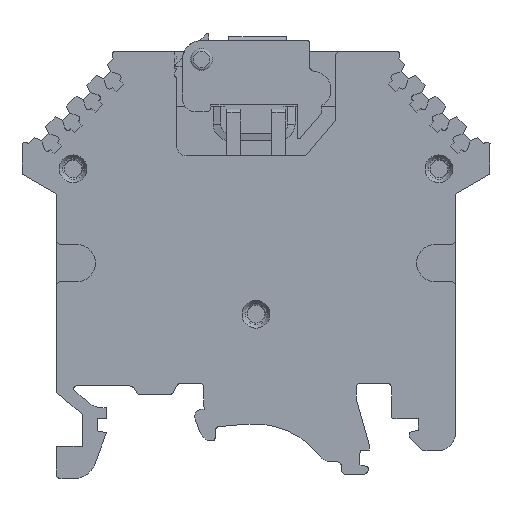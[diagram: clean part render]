
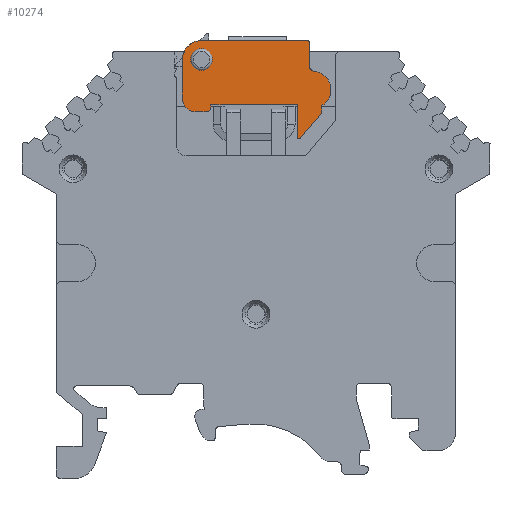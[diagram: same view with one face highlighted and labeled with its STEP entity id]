
A CAD part, front view. The second image highlights one B-rep face of the part: STEP entity #10274.
In plain terms, the highlighted planar face has unit normal (0, -1, 0).
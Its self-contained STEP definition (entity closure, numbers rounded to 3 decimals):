
#188=CIRCLE('',#10729,1.169);
#189=CIRCLE('',#10730,0.3);
#190=CIRCLE('',#10731,2.05);
#191=CIRCLE('',#10732,1.5);
#192=CIRCLE('',#10733,0.5);
#193=CIRCLE('',#10734,0.2);
#194=CIRCLE('',#10735,0.5);
#195=CIRCLE('',#10736,2.);
#196=CIRCLE('',#10737,0.5);
#599=ORIENTED_EDGE('',*,*,#2789,.F.);
#600=ORIENTED_EDGE('',*,*,#2790,.T.);
#601=ORIENTED_EDGE('',*,*,#2791,.T.);
#602=ORIENTED_EDGE('',*,*,#2792,.T.);
#603=ORIENTED_EDGE('',*,*,#2793,.T.);
#604=ORIENTED_EDGE('',*,*,#2794,.T.);
#605=ORIENTED_EDGE('',*,*,#2795,.T.);
#606=ORIENTED_EDGE('',*,*,#2796,.T.);
#607=ORIENTED_EDGE('',*,*,#2797,.T.);
#608=ORIENTED_EDGE('',*,*,#2798,.T.);
#609=ORIENTED_EDGE('',*,*,#2799,.T.);
#610=ORIENTED_EDGE('',*,*,#2800,.T.);
#611=ORIENTED_EDGE('',*,*,#2801,.T.);
#612=ORIENTED_EDGE('',*,*,#2802,.T.);
#613=ORIENTED_EDGE('',*,*,#2803,.T.);
#614=ORIENTED_EDGE('',*,*,#2804,.T.);
#615=ORIENTED_EDGE('',*,*,#2805,.T.);
#616=ORIENTED_EDGE('',*,*,#2806,.T.);
#2789=EDGE_CURVE('',#3890,#3890,#188,.T.);
#2790=EDGE_CURVE('',#3891,#3892,#4603,.T.);
#2791=EDGE_CURVE('',#3892,#3893,#189,.T.);
#2792=EDGE_CURVE('',#3893,#3894,#4604,.T.);
#2793=EDGE_CURVE('',#3894,#3895,#190,.T.);
#2794=EDGE_CURVE('',#3895,#3896,#4605,.T.);
#2795=EDGE_CURVE('',#3896,#3897,#191,.T.);
#2796=EDGE_CURVE('',#3897,#3898,#4606,.T.);
#2797=EDGE_CURVE('',#3898,#3899,#192,.T.);
#2798=EDGE_CURVE('',#3899,#3900,#4607,.T.);
#2799=EDGE_CURVE('',#3900,#3901,#4608,.T.);
#2800=EDGE_CURVE('',#3901,#3902,#4609,.T.);
#2801=EDGE_CURVE('',#3902,#3903,#193,.T.);
#2802=EDGE_CURVE('',#3903,#3904,#4610,.T.);
#2803=EDGE_CURVE('',#3904,#3905,#194,.T.);
#2804=EDGE_CURVE('',#3905,#3906,#4611,.T.);
#2805=EDGE_CURVE('',#3906,#3907,#195,.T.);
#2806=EDGE_CURVE('',#3907,#3891,#196,.T.);
#3890=VERTEX_POINT('',#13816);
#3891=VERTEX_POINT('',#13818);
#3892=VERTEX_POINT('',#13819);
#3893=VERTEX_POINT('',#13821);
#3894=VERTEX_POINT('',#13823);
#3895=VERTEX_POINT('',#13825);
#3896=VERTEX_POINT('',#13827);
#3897=VERTEX_POINT('',#13829);
#3898=VERTEX_POINT('',#13831);
#3899=VERTEX_POINT('',#13833);
#3900=VERTEX_POINT('',#13835);
#3901=VERTEX_POINT('',#13837);
#3902=VERTEX_POINT('',#13839);
#3903=VERTEX_POINT('',#13841);
#3904=VERTEX_POINT('',#13843);
#3905=VERTEX_POINT('',#13845);
#3906=VERTEX_POINT('',#13847);
#3907=VERTEX_POINT('',#13849);
#4603=LINE('',#13817,#5497);
#4604=LINE('',#13822,#5498);
#4605=LINE('',#13826,#5499);
#4606=LINE('',#13830,#5500);
#4607=LINE('',#13834,#5501);
#4608=LINE('',#13836,#5502);
#4609=LINE('',#13838,#5503);
#4610=LINE('',#13842,#5504);
#4611=LINE('',#13846,#5505);
#5497=VECTOR('',#11560,1000.);
#5498=VECTOR('',#11563,1000.);
#5499=VECTOR('',#11566,1000.);
#5500=VECTOR('',#11569,1000.);
#5501=VECTOR('',#11572,1000.);
#5502=VECTOR('',#11573,1000.);
#5503=VECTOR('',#11574,1000.);
#5504=VECTOR('',#11577,1000.);
#5505=VECTOR('',#11580,1000.);
#6289=EDGE_LOOP('',(#599));
#6290=EDGE_LOOP('',(#600,#601,#602,#603,#604,#605,#606,#607,#608,#609,#610,
#611,#612,#613,#614,#615,#616));
#6725=FACE_BOUND('',#6289,.T.);
#6726=FACE_BOUND('',#6290,.T.);
#7151=PLANE('',#10728);
#10274=ADVANCED_FACE('',(#6725,#6726),#7151,.T.);
#10728=AXIS2_PLACEMENT_3D('',#13814,#11556,#11557);
#10729=AXIS2_PLACEMENT_3D('',#13815,#11558,#11559);
#10730=AXIS2_PLACEMENT_3D('',#13820,#11561,#11562);
#10731=AXIS2_PLACEMENT_3D('',#13824,#11564,#11565);
#10732=AXIS2_PLACEMENT_3D('',#13828,#11567,#11568);
#10733=AXIS2_PLACEMENT_3D('',#13832,#11570,#11571);
#10734=AXIS2_PLACEMENT_3D('',#13840,#11575,#11576);
#10735=AXIS2_PLACEMENT_3D('',#13844,#11578,#11579);
#10736=AXIS2_PLACEMENT_3D('',#13848,#11581,#11582);
#10737=AXIS2_PLACEMENT_3D('',#13850,#11583,#11584);
#11556=DIRECTION('',(0.,-1.,0.));
#11557=DIRECTION('',(1.,0.,0.));
#11558=DIRECTION('',(0.,-1.,0.));
#11559=DIRECTION('',(0.,0.,-1.));
#11560=DIRECTION('',(0.,0.,1.));
#11561=DIRECTION('',(0.,-1.,0.));
#11562=DIRECTION('',(-1.,0.,0.));
#11563=DIRECTION('',(-1.,0.,0.));
#11564=DIRECTION('',(0.,-1.,0.));
#11565=DIRECTION('',(1.,0.,0.));
#11566=DIRECTION('',(0.,0.,-1.));
#11567=DIRECTION('',(0.,-1.,0.));
#11568=DIRECTION('',(1.,0.,0.));
#11569=DIRECTION('',(1.,0.,0.));
#11570=DIRECTION('',(0.,-1.,0.));
#11571=DIRECTION('',(-1.,0.,0.));
#11572=DIRECTION('',(0.,0.,1.));
#11573=DIRECTION('',(1.,0.,0.));
#11574=DIRECTION('',(0.,0.,-1.));
#11575=DIRECTION('',(0.,-1.,0.));
#11576=DIRECTION('',(1.,0.,0.));
#11577=DIRECTION('',(0.643,0.,0.766));
#11578=DIRECTION('',(0.,-1.,0.));
#11579=DIRECTION('',(-1.,0.,0.));
#11580=DIRECTION('',(0.,0.,1.));
#11581=DIRECTION('',(0.,-1.,0.));
#11582=DIRECTION('',(-1.,0.,0.));
#11583=DIRECTION('',(0.,1.,0.));
#11584=DIRECTION('',(1.,0.,0.));
#13814=CARTESIAN_POINT('',(-0.2,0.67,8.37));
#13815=CARTESIAN_POINT('',(-5.875,0.67,10.67));
#13816=CARTESIAN_POINT('',(-5.875,0.67,9.501));
#13817=CARTESIAN_POINT('',(5.775,0.67,9.912));
#13818=CARTESIAN_POINT('',(5.775,0.67,9.912));
#13819=CARTESIAN_POINT('',(5.775,0.67,12.42));
#13820=CARTESIAN_POINT('',(5.475,0.67,12.42));
#13821=CARTESIAN_POINT('',(5.475,0.67,12.72));
#13822=CARTESIAN_POINT('',(5.475,0.67,12.72));
#13823=CARTESIAN_POINT('',(-5.875,0.67,12.72));
#13824=CARTESIAN_POINT('',(-5.875,0.67,10.67));
#13825=CARTESIAN_POINT('',(-7.925,0.67,10.67));
#13826=CARTESIAN_POINT('',(-7.925,0.67,6.52));
#13827=CARTESIAN_POINT('',(-7.925,0.67,6.52));
#13828=CARTESIAN_POINT('',(-6.425,0.67,6.52));
#13829=CARTESIAN_POINT('',(-6.425,0.67,5.02));
#13830=CARTESIAN_POINT('',(-6.425,0.67,5.02));
#13831=CARTESIAN_POINT('',(-5.35,0.67,5.02));
#13832=CARTESIAN_POINT('',(-5.35,0.67,5.52));
#13833=CARTESIAN_POINT('',(-4.85,0.67,5.52));
#13834=CARTESIAN_POINT('',(-4.85,0.67,5.52));
#13835=CARTESIAN_POINT('',(-4.85,0.67,5.82));
#13836=CARTESIAN_POINT('',(-4.85,0.67,5.82));
#13837=CARTESIAN_POINT('',(4.45,0.67,5.82));
#13838=CARTESIAN_POINT('',(4.45,0.67,5.82));
#13839=CARTESIAN_POINT('',(4.45,0.67,2.359));
#13840=CARTESIAN_POINT('',(4.65,0.67,2.359));
#13841=CARTESIAN_POINT('',(4.803,0.67,2.23));
#13842=CARTESIAN_POINT('',(6.958,0.67,4.799));
#13843=CARTESIAN_POINT('',(6.958,0.67,4.799));
#13844=CARTESIAN_POINT('',(6.575,0.67,5.12));
#13845=CARTESIAN_POINT('',(7.075,0.67,5.12));
#13846=CARTESIAN_POINT('',(7.075,0.67,5.688));
#13847=CARTESIAN_POINT('',(7.075,0.67,5.688));
#13848=CARTESIAN_POINT('',(6.075,0.67,7.42));
#13849=CARTESIAN_POINT('',(6.235,0.67,9.413));
#13850=CARTESIAN_POINT('',(6.275,0.67,9.912));
